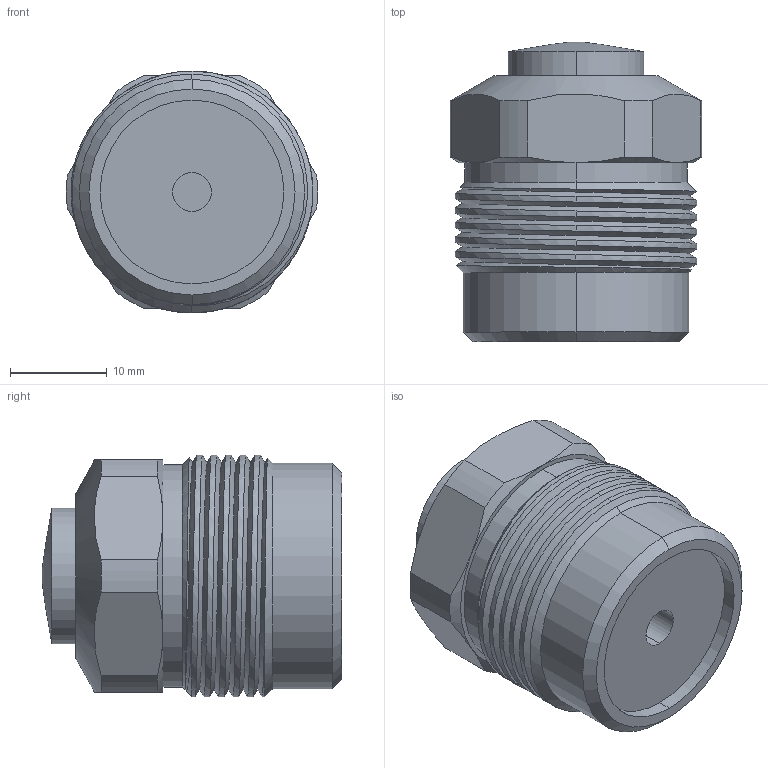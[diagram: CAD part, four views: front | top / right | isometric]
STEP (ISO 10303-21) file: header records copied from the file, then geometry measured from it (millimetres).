
FILE_DESCRIPTION (( 'STEP AP214' ), '1' );
FILE_NAME ('CTC-P025R-05.STEP', '2020-09-25T12:41:01', ( '' ), ( '' ), 'SwSTEP 2.0', 'SolidWorks 2016', '' );
FILE_SCHEMA (( 'AUTOMOTIVE_DESIGN' ));
Length unit declared in the file: millimetre
Products named in the file (1): CTC-P025R-05
Bounding box: 25.98 x 31 x 25 mm (x, y, z)
Volume: 12268.8 mm3; surface area: 3649.2 mm2
Topology: 1 solids, 1 shells, 57 faces, 138 edges, 88 vertices
Faces by surface type: cylinder 28, cone 14, plane 11, bspline 4
Entity records: 4077 total; most frequent: CARTESIAN_POINT 2812, ORIENTED_EDGE 276, DIRECTION 237, EDGE_CURVE 138, AXIS2_PLACEMENT_3D 98, VERTEX_POINT 88, EDGE_LOOP 62, FACE_OUTER_BOUND 57
